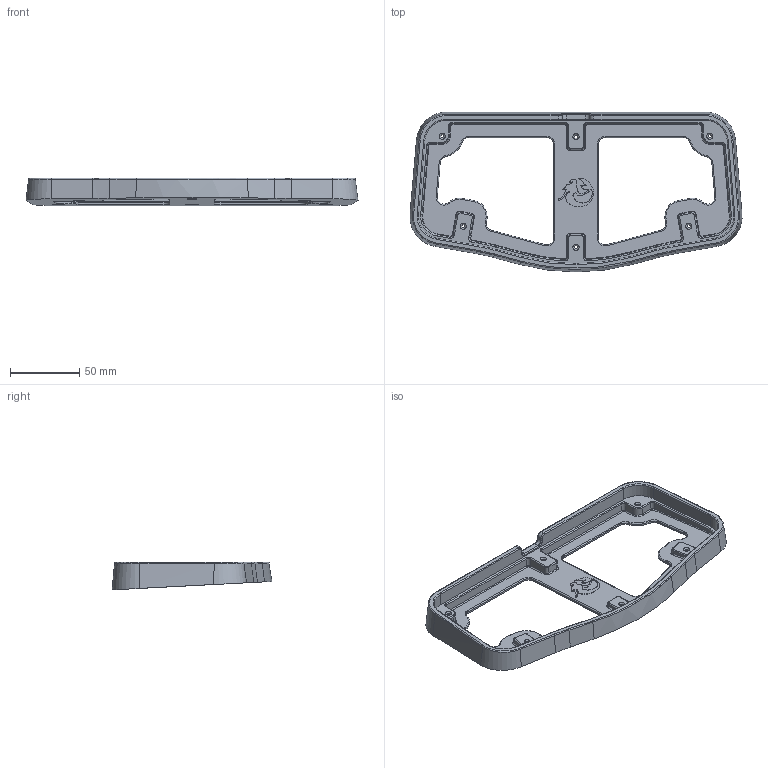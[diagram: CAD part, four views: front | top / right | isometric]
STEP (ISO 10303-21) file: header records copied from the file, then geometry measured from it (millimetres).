
FILE_DESCRIPTION(('FreeCAD Model'),'2;1');
FILE_NAME('Open CASCADE Shape Model','2024-02-24T01:43:37',(''),(''), 'Open CASCADE STEP processor 7.6','FreeCAD','Unknown');
FILE_SCHEMA(('AUTOMOTIVE_DESIGN { 1 0 10303 214 1 1 1 1 }'));
Length unit declared in the file: millimetre
Products named in the file (1): Body
Bounding box: 239.93 x 115.52 x 20.03 mm (x, y, z)
Volume: 86988.3 mm3; surface area: 48965.2 mm2
Topology: 1 solids, 1 shells, 396 faces, 984 edges, 592 vertices
Faces by surface type: cylinder 141, extrusion 76, bspline 64, torus 63, plane 52
Full cylindrical faces by diameter (mm): 2.42 x6
Entity records: 31633 total; most frequent: CARTESIAN_POINT 12975, DIRECTION 3165, VECTOR 1983, ORIENTED_EDGE 1968, PCURVE 1968, DEFINITIONAL_REPRESENTATION 1968, LINE 1907, EDGE_CURVE 984
